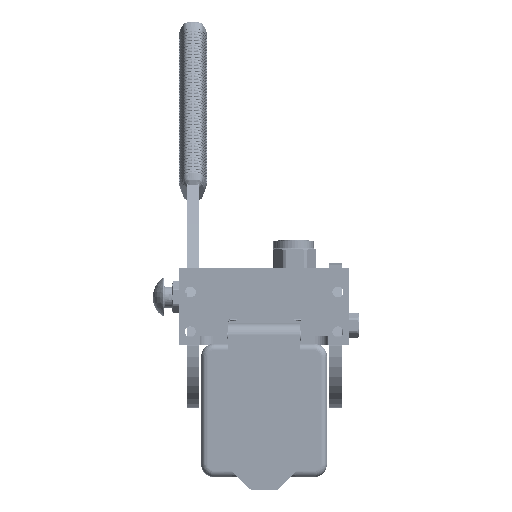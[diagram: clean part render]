
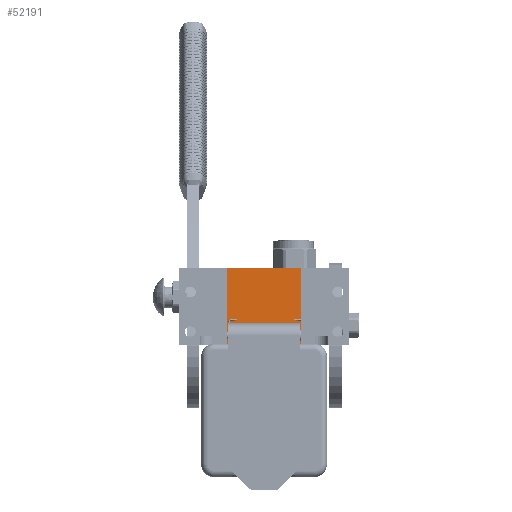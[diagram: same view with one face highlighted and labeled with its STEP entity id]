
A CAD part, left-side view. The second image highlights one B-rep face of the part: STEP entity #52191.
In plain terms, the highlighted face is planar.
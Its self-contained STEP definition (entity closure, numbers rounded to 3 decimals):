
#189 = LINE ( 'NONE', #93530, #48674 ) ;
#11630 = VERTEX_POINT ( 'NONE', #64858 ) ;
#12796 = ORIENTED_EDGE ( 'NONE', *, *, #61833, .F. ) ;
#13851 = EDGE_CURVE ( 'NONE', #128124, #159612, #157301, .T. ) ;
#26977 = ORIENTED_EDGE ( 'NONE', *, *, #45818, .T. ) ;
#45818 = EDGE_CURVE ( 'NONE', #11630, #128124, #189, .T. ) ;
#48674 = VECTOR ( 'NONE', #173442, 1000. ) ;
#50830 = CARTESIAN_POINT ( 'NONE',  ( 29., 60.2, -107.5 ) ) ;
#51035 = DIRECTION ( 'NONE',  ( -1., 0., 0. ) ) ;
#52191 = ADVANCED_FACE ( 'NONE', ( #95597 ), #170855, .T. ) ;
#58907 = AXIS2_PLACEMENT_3D ( 'NONE', #89761, #90361, #51035 ) ;
#61833 = EDGE_CURVE ( 'NONE', #74811, #159612, #115692, .T. ) ;
#64858 = CARTESIAN_POINT ( 'NONE',  ( 29., 0., -107.5 ) ) ;
#74550 = EDGE_LOOP ( 'NONE', ( #134029, #12796, #102732, #26977 ) ) ;
#74811 = VERTEX_POINT ( 'NONE', #50830 ) ;
#76775 = DIRECTION ( 'NONE',  ( 0., 1., 0. ) ) ;
#89761 = CARTESIAN_POINT ( 'NONE',  ( 29., 0., -107.5 ) ) ;
#90361 = DIRECTION ( 'NONE',  ( 0., 0., -1. ) ) ;
#90830 = EDGE_CURVE ( 'NONE', #11630, #74811, #168226, .T. ) ;
#93530 = CARTESIAN_POINT ( 'NONE',  ( 29., 0., -107.5 ) ) ;
#95597 = FACE_OUTER_BOUND ( 'NONE', #74550, .T. ) ;
#96728 = VECTOR ( 'NONE', #76775, 1000. ) ;
#102732 = ORIENTED_EDGE ( 'NONE', *, *, #90830, .F. ) ;
#104892 = CARTESIAN_POINT ( 'NONE',  ( 29., 0., -107.5 ) ) ;
#105150 = DIRECTION ( 'NONE',  ( 0., 1., 0. ) ) ;
#115692 = LINE ( 'NONE', #160482, #155671 ) ;
#125731 = VECTOR ( 'NONE', #105150, 1000. ) ;
#128124 = VERTEX_POINT ( 'NONE', #157778 ) ;
#130452 = CARTESIAN_POINT ( 'NONE',  ( -29., 0., -107.5 ) ) ;
#132871 = DIRECTION ( 'NONE',  ( -1., 0., 0. ) ) ;
#134029 = ORIENTED_EDGE ( 'NONE', *, *, #13851, .T. ) ;
#141292 = CARTESIAN_POINT ( 'NONE',  ( -29., 60.2, -107.5 ) ) ;
#155671 = VECTOR ( 'NONE', #132871, 1000. ) ;
#157301 = LINE ( 'NONE', #130452, #125731 ) ;
#157778 = CARTESIAN_POINT ( 'NONE',  ( -29., 0., -107.5 ) ) ;
#159612 = VERTEX_POINT ( 'NONE', #141292 ) ;
#160482 = CARTESIAN_POINT ( 'NONE',  ( 29., 60.2, -107.5 ) ) ;
#168226 = LINE ( 'NONE', #104892, #96728 ) ;
#170855 = PLANE ( 'NONE',  #58907 ) ;
#173442 = DIRECTION ( 'NONE',  ( -1., 0., 0. ) ) ;
